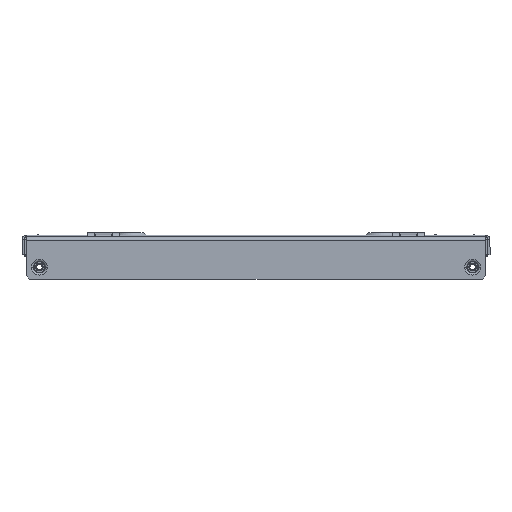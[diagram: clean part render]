
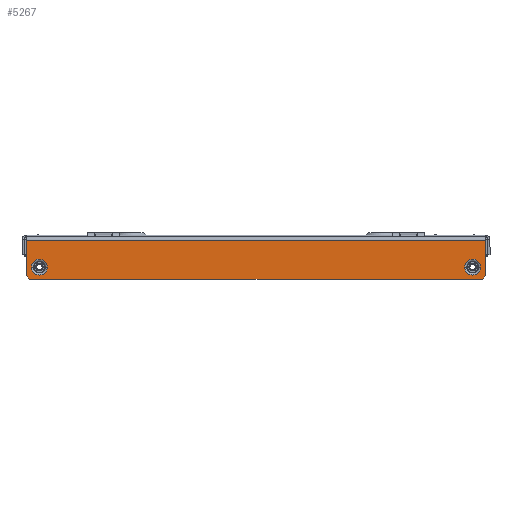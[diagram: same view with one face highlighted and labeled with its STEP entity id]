
A CAD part, left-side view. The second image highlights one B-rep face of the part: STEP entity #5267.
In plain terms, the highlighted planar face has unit normal (-1, 0, 0).
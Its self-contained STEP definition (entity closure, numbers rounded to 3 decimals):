
#260 = DIRECTION ( 'NONE',  ( 1., 0., 0. ) ) ;
#273 = VECTOR ( 'NONE', #6953, 1000. ) ;
#585 = CARTESIAN_POINT ( 'NONE',  ( -11.5, 208., -37.5 ) ) ;
#734 = DIRECTION ( 'NONE',  ( 0., 0., -1. ) ) ;
#1004 = ORIENTED_EDGE ( 'NONE', *, *, #12130, .T. ) ;
#1109 = EDGE_CURVE ( 'NONE', #11294, #6798, #14535, .T. ) ;
#1577 = ORIENTED_EDGE ( 'NONE', *, *, #2669, .T. ) ;
#1585 = VERTEX_POINT ( 'NONE', #6975 ) ;
#1841 = LINE ( 'NONE', #2219, #16258 ) ;
#2048 = EDGE_LOOP ( 'NONE', ( #1004, #17910, #5105, #13496, #2856, #3904 ) ) ;
#2219 = CARTESIAN_POINT ( 'NONE',  ( -11.5, -211., -34.5 ) ) ;
#2519 = FACE_OUTER_BOUND ( 'NONE', #2048, .T. ) ;
#2669 = EDGE_CURVE ( 'NONE', #13417, #6287, #15910, .T. ) ;
#2694 = VERTEX_POINT ( 'NONE', #9508 ) ;
#2856 = ORIENTED_EDGE ( 'NONE', *, *, #1109, .T. ) ;
#3703 = EDGE_CURVE ( 'NONE', #11294, #7185, #13090, .T. ) ;
#3772 = VERTEX_POINT ( 'NONE', #17410 ) ;
#3904 = ORIENTED_EDGE ( 'NONE', *, *, #10604, .T. ) ;
#3945 = DIRECTION ( 'NONE',  ( 1., 0., 0. ) ) ;
#4153 = CIRCLE ( 'NONE', #5156, 7.299 ) ;
#4171 = DIRECTION ( 'NONE',  ( -1., 0., 0. ) ) ;
#4317 = CARTESIAN_POINT ( 'NONE',  ( -11.5, 211., 0. ) ) ;
#4820 = CARTESIAN_POINT ( 'NONE',  ( -11.5, -211., 0. ) ) ;
#5021 = CARTESIAN_POINT ( 'NONE',  ( -11.5, -211., 0. ) ) ;
#5105 = ORIENTED_EDGE ( 'NONE', *, *, #9986, .T. ) ;
#5156 = AXIS2_PLACEMENT_3D ( 'NONE', #8091, #16517, #8034 ) ;
#5267 = ADVANCED_FACE ( 'NONE', ( #2519, #11067, #6898 ), #13289, .F. ) ;
#6287 = VERTEX_POINT ( 'NONE', #8965 ) ;
#6447 = LINE ( 'NONE', #585, #8646 ) ;
#6634 = VERTEX_POINT ( 'NONE', #12329 ) ;
#6798 = VERTEX_POINT ( 'NONE', #9926 ) ;
#6898 = FACE_BOUND ( 'NONE', #7301, .T. ) ;
#6953 = DIRECTION ( 'NONE',  ( 0., -1., 0. ) ) ;
#6975 = CARTESIAN_POINT ( 'NONE',  ( -11.5, 208., -37.5 ) ) ;
#7185 = VERTEX_POINT ( 'NONE', #9297 ) ;
#7301 = EDGE_LOOP ( 'NONE', ( #18009, #14093 ) ) ;
#7425 = EDGE_LOOP ( 'NONE', ( #1577, #9226 ) ) ;
#7855 = DIRECTION ( 'NONE',  ( 0., 0., 1. ) ) ;
#7992 = VECTOR ( 'NONE', #11351, 1000. ) ;
#8034 = DIRECTION ( 'NONE',  ( 0., -1., 0. ) ) ;
#8091 = CARTESIAN_POINT ( 'NONE',  ( -11.5, -199., -26.5 ) ) ;
#8326 = CARTESIAN_POINT ( 'NONE',  ( -11.5, 206.299, -26.5 ) ) ;
#8556 = AXIS2_PLACEMENT_3D ( 'NONE', #15784, #260, #10241 ) ;
#8646 = VECTOR ( 'NONE', #13204, 1000. ) ;
#8930 = AXIS2_PLACEMENT_3D ( 'NONE', #12220, #3945, #17747 ) ;
#8965 = CARTESIAN_POINT ( 'NONE',  ( -11.5, 191.701, -26.5 ) ) ;
#9226 = ORIENTED_EDGE ( 'NONE', *, *, #14152, .T. ) ;
#9297 = CARTESIAN_POINT ( 'NONE',  ( -11.5, -211., -1.879 ) ) ;
#9508 = CARTESIAN_POINT ( 'NONE',  ( -11.5, -191.701, -26.5 ) ) ;
#9531 = VERTEX_POINT ( 'NONE', #18022 ) ;
#9842 = CIRCLE ( 'NONE', #8556, 7.299 ) ;
#9926 = CARTESIAN_POINT ( 'NONE',  ( -11.5, 211., -34.5 ) ) ;
#9986 = EDGE_CURVE ( 'NONE', #3772, #7185, #12601, .T. ) ;
#10137 = AXIS2_PLACEMENT_3D ( 'NONE', #5021, #17475, #734 ) ;
#10241 = DIRECTION ( 'NONE',  ( 0., 1., 0. ) ) ;
#10363 = CARTESIAN_POINT ( 'NONE',  ( -11.5, 211., -1.879 ) ) ;
#10604 = EDGE_CURVE ( 'NONE', #6798, #1585, #6447, .T. ) ;
#11067 = FACE_BOUND ( 'NONE', #7425, .T. ) ;
#11294 = VERTEX_POINT ( 'NONE', #10363 ) ;
#11351 = DIRECTION ( 'NONE',  ( 0., 0., -1. ) ) ;
#11458 = EDGE_CURVE ( 'NONE', #9531, #3772, #1841, .T. ) ;
#12015 = DIRECTION ( 'NONE',  ( 0., -0.707, 0.707 ) ) ;
#12130 = EDGE_CURVE ( 'NONE', #1585, #9531, #16024, .T. ) ;
#12168 = VECTOR ( 'NONE', #7855, 1000. ) ;
#12220 = CARTESIAN_POINT ( 'NONE',  ( -11.5, 199., -26.5 ) ) ;
#12329 = CARTESIAN_POINT ( 'NONE',  ( -11.5, -206.299, -26.5 ) ) ;
#12601 = LINE ( 'NONE', #4820, #12168 ) ;
#12737 = DIRECTION ( 'NONE',  ( 0., -1., 0. ) ) ;
#13090 = LINE ( 'NONE', #15659, #17218 ) ;
#13204 = DIRECTION ( 'NONE',  ( 0., -0.707, -0.707 ) ) ;
#13289 = PLANE ( 'NONE',  #10137 ) ;
#13417 = VERTEX_POINT ( 'NONE', #8326 ) ;
#13428 = EDGE_CURVE ( 'NONE', #2694, #6634, #17280, .T. ) ;
#13496 = ORIENTED_EDGE ( 'NONE', *, *, #3703, .F. ) ;
#13856 = EDGE_CURVE ( 'NONE', #6634, #2694, #4153, .T. ) ;
#14093 = ORIENTED_EDGE ( 'NONE', *, *, #13428, .F. ) ;
#14152 = EDGE_CURVE ( 'NONE', #6287, #13417, #9842, .T. ) ;
#14535 = LINE ( 'NONE', #4317, #7992 ) ;
#15210 = CARTESIAN_POINT ( 'NONE',  ( -11.5, -211., -37.5 ) ) ;
#15659 = CARTESIAN_POINT ( 'NONE',  ( -11.5, -211., -1.879 ) ) ;
#15784 = CARTESIAN_POINT ( 'NONE',  ( -11.5, 199., -26.5 ) ) ;
#15910 = CIRCLE ( 'NONE', #8930, 7.299 ) ;
#16024 = LINE ( 'NONE', #15210, #273 ) ;
#16258 = VECTOR ( 'NONE', #12015, 1000. ) ;
#16517 = DIRECTION ( 'NONE',  ( -1., 0., 0. ) ) ;
#17162 = DIRECTION ( 'NONE',  ( 0., -1., 0. ) ) ;
#17218 = VECTOR ( 'NONE', #17162, 1000. ) ;
#17280 = CIRCLE ( 'NONE', #17430, 7.299 ) ;
#17410 = CARTESIAN_POINT ( 'NONE',  ( -11.5, -211., -34.5 ) ) ;
#17430 = AXIS2_PLACEMENT_3D ( 'NONE', #18097, #4171, #12737 ) ;
#17475 = DIRECTION ( 'NONE',  ( 1., 0., 0. ) ) ;
#17747 = DIRECTION ( 'NONE',  ( 0., 1., 0. ) ) ;
#17910 = ORIENTED_EDGE ( 'NONE', *, *, #11458, .T. ) ;
#18009 = ORIENTED_EDGE ( 'NONE', *, *, #13856, .F. ) ;
#18022 = CARTESIAN_POINT ( 'NONE',  ( -11.5, -208., -37.5 ) ) ;
#18097 = CARTESIAN_POINT ( 'NONE',  ( -11.5, -199., -26.5 ) ) ;
